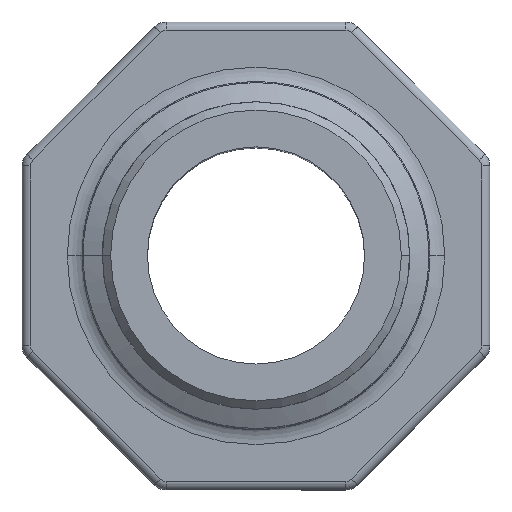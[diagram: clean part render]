
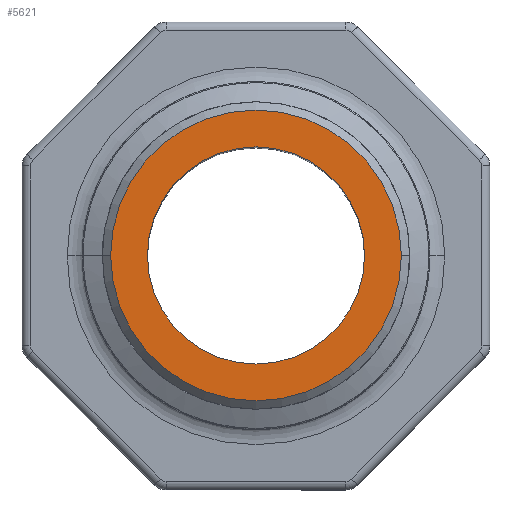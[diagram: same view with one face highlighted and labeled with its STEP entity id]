
A CAD part, top view. The second image highlights one B-rep face of the part: STEP entity #5621.
In plain terms, the highlighted planar face has unit normal (0, 0, 1).
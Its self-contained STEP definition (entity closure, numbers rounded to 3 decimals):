
#279 = FACE_OUTER_BOUND ( 'NONE', #2948, .T. ) ;
#353 = ORIENTED_EDGE ( 'NONE', *, *, #4744, .T. ) ;
#783 = EDGE_CURVE ( 'NONE', #9086, #860, #6615, .T. ) ;
#860 = VERTEX_POINT ( 'NONE', #9194 ) ;
#904 = CARTESIAN_POINT ( 'NONE',  ( -6.5, 0., 36.5 ) ) ;
#1101 = VERTEX_POINT ( 'NONE', #3411 ) ;
#1922 = DIRECTION ( 'NONE',  ( 1., 0., 0. ) ) ;
#1957 = CARTESIAN_POINT ( 'NONE',  ( 0., 0., 36.5 ) ) ;
#2516 = CIRCLE ( 'NONE', #9907, 8.7 ) ;
#2780 = EDGE_CURVE ( 'NONE', #860, #9086, #9930, .T. ) ;
#2948 = EDGE_LOOP ( 'NONE', ( #4661, #353 ) ) ;
#3072 = DIRECTION ( 'NONE',  ( 1., 0., 0. ) ) ;
#3106 = CARTESIAN_POINT ( 'NONE',  ( 0., 0., 36.5 ) ) ;
#3314 = CARTESIAN_POINT ( 'NONE',  ( 0., 0., 36.5 ) ) ;
#3334 = AXIS2_PLACEMENT_3D ( 'NONE', #1957, #5113, #1922 ) ;
#3368 = EDGE_LOOP ( 'NONE', ( #4040, #6449 ) ) ;
#3411 = CARTESIAN_POINT ( 'NONE',  ( 8.7, 0., 36.5 ) ) ;
#3427 = AXIS2_PLACEMENT_3D ( 'NONE', #3106, #4747, #3072 ) ;
#3633 = DIRECTION ( 'NONE',  ( 0., 0., 1. ) ) ;
#3673 = DIRECTION ( 'NONE',  ( 0., 0., 1. ) ) ;
#4040 = ORIENTED_EDGE ( 'NONE', *, *, #783, .F. ) ;
#4133 = DIRECTION ( 'NONE',  ( 0., 0., 1. ) ) ;
#4408 = DIRECTION ( 'NONE',  ( 1., 0., 0. ) ) ;
#4511 = CARTESIAN_POINT ( 'NONE',  ( -8.7, 0., 36.5 ) ) ;
#4575 = VERTEX_POINT ( 'NONE', #4511 ) ;
#4661 = ORIENTED_EDGE ( 'NONE', *, *, #7986, .T. ) ;
#4744 = EDGE_CURVE ( 'NONE', #1101, #4575, #5974, .T. ) ;
#4747 = DIRECTION ( 'NONE',  ( 0., 0., 1. ) ) ;
#5113 = DIRECTION ( 'NONE',  ( 0., 0., 1. ) ) ;
#5621 = ADVANCED_FACE ( 'NONE', ( #279, #7087 ), #8026, .T. ) ;
#5974 = CIRCLE ( 'NONE', #3427, 8.7 ) ;
#6449 = ORIENTED_EDGE ( 'NONE', *, *, #2780, .F. ) ;
#6577 = AXIS2_PLACEMENT_3D ( 'NONE', #3314, #4133, #9605 ) ;
#6615 = CIRCLE ( 'NONE', #8064, 6.5 ) ;
#6780 = CARTESIAN_POINT ( 'NONE',  ( 0., 0., 36.5 ) ) ;
#6894 = DIRECTION ( 'NONE',  ( 1., 0., 0. ) ) ;
#7087 = FACE_BOUND ( 'NONE', #3368, .T. ) ;
#7550 = CARTESIAN_POINT ( 'NONE',  ( 0., 0., 36.5 ) ) ;
#7986 = EDGE_CURVE ( 'NONE', #4575, #1101, #2516, .T. ) ;
#8026 = PLANE ( 'NONE',  #6577 ) ;
#8064 = AXIS2_PLACEMENT_3D ( 'NONE', #6780, #3633, #4408 ) ;
#9086 = VERTEX_POINT ( 'NONE', #904 ) ;
#9194 = CARTESIAN_POINT ( 'NONE',  ( 6.5, 0., 36.5 ) ) ;
#9605 = DIRECTION ( 'NONE',  ( 1., 0., 0. ) ) ;
#9907 = AXIS2_PLACEMENT_3D ( 'NONE', #7550, #3673, #6894 ) ;
#9930 = CIRCLE ( 'NONE', #3334, 6.5 ) ;
